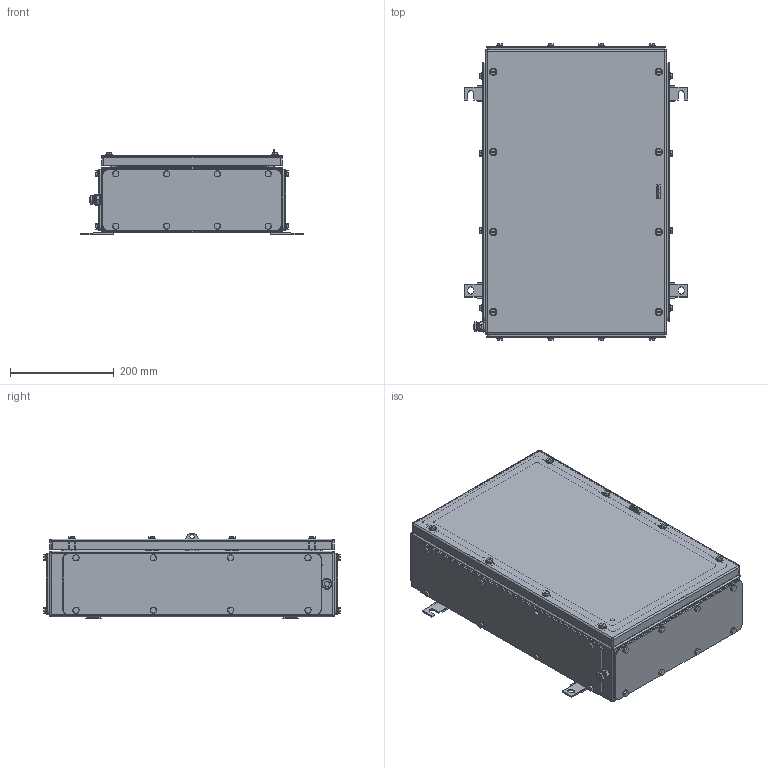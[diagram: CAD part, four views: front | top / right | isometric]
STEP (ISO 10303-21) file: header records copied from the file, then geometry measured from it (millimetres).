
FILE_DESCRIPTION(('CATIA V5 STEP Exchange','CAx-IF Rec.Pracs.--- Model Styling and Organization---1.4--- 2014-01-23'),'2;1');
FILE_NAME ('008563-5_2_1195240000_1195240000.stp','2019-08-06T06:41:51+00:00',('none'),('Weidmueller'),'CATIA Version 5-6 Release 2016 SP3 HF44','CATIA V5 STEP AP214','none');
FILE_SCHEMA(('AUTOMOTIVE_DESIGN { 1 0 10303 214 1 1 1 1 }'));
Products named in the file (1): 1195240000
Bounding box: 431 x 572 x 165 mm (x, y, z)
Volume: 1890359.9 mm3; surface area: 1925768.3 mm2
Topology: 120 solids, 120 shells, 3213 faces, 7508 edges, 4560 vertices
Faces by surface type: cylinder 1417, plane 1264, cone 232, torus 148, sphere 112, bspline 40
Entity records: 88713 total; most frequent: CARTESIAN_POINT 20112, ORIENTED_EDGE 14624, DIRECTION 11850, EDGE_CURVE 7312, AXIS2_PLACEMENT_3D 5349, VERTEX_POINT 4560, VECTOR 4056, LINE 4056
